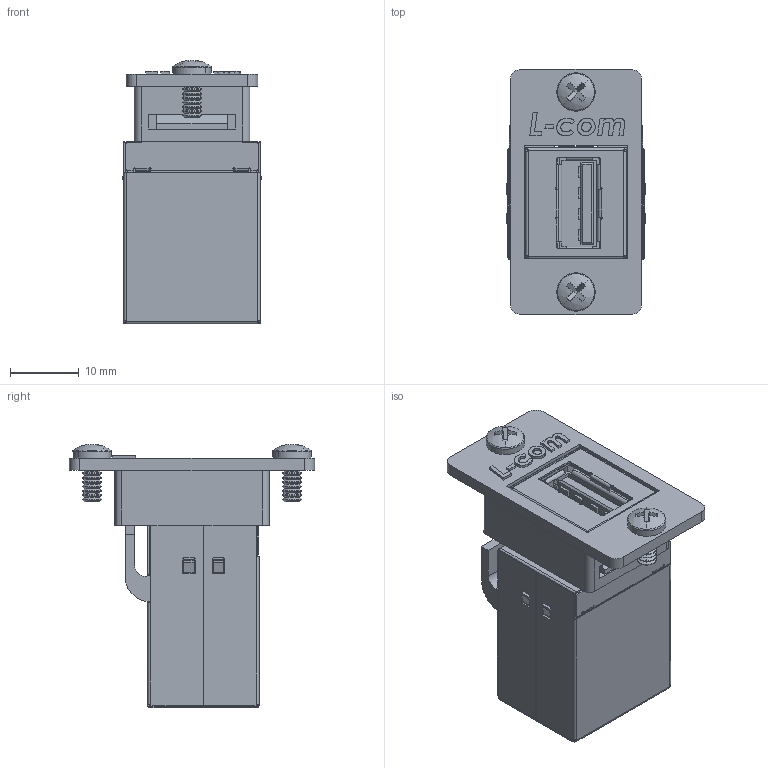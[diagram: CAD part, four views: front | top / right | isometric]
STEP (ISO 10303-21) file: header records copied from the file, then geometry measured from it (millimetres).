
FILE_DESCRIPTION (( 'STEP AP203' ), '1' );
FILE_NAME ('ECF504-AB.STEP', '2010-12-02T15:40:34', ( 'x' ), ( 'Microsoft' ), 'SwSTEP 2.0', 'SolidWorks 2010', '' );
FILE_SCHEMA (( 'CONFIG_CONTROL_DESIGN' ));
Length unit declared in the file: inch
Products named in the file (12): 1AG01-017; ECF504-AB; UADKEY-AB-MA1; 1BC01-013; 1AG02-008; ECF-SK; 91772A106_default; UADKEY-AB; 1AA05-019_without pin numbers; 1AA05-033_PCB mount tight bend; 1AG01-018; 1AG02-007
Assembly tree (12 placements, depth 4):
  ECF504-AB
    ECF-SK
    UADKEY-AB
      1AG01-018
      1AG02-007
      1AG01-017
      1AG02-008
      UADKEY-AB-MA1
        1AA05-019_without pin numbers
        1BC01-013
        1AA05-033_PCB mount tight bend
    91772A106_default  x2
Bounding box: 20.1 x 35.56 x 38.21 mm (x, y, z)
Volume: 8225.1 mm3; surface area: 18690.1 mm2
Topology: 14 solids, 14 shells, 1708 faces, 4647 edges, 3021 vertices
Faces by surface type: plane 1018, cylinder 407, bspline 183, cone 82, sphere 14, torus 4
Entity records: 69332 total; most frequent: CARTESIAN_POINT 27473, ORIENTED_EDGE 8874, DIRECTION 7690, EDGE_CURVE 4437, VECTOR 3218, LINE 3218, VERTEX_POINT 2897, AXIS2_PLACEMENT_3D 2236
